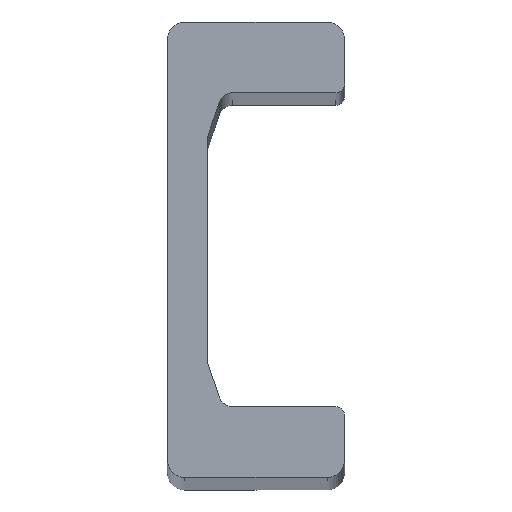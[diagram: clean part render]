
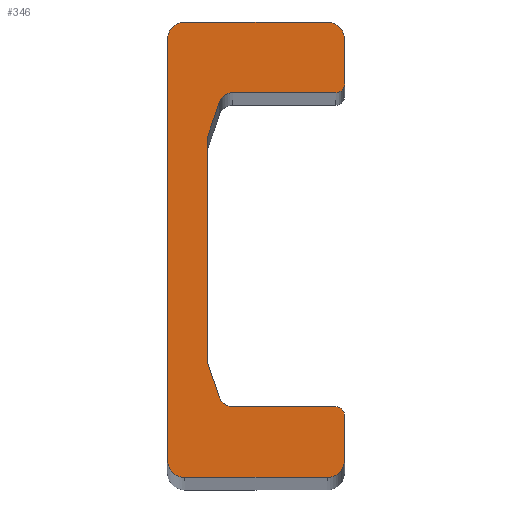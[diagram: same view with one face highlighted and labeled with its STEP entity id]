
A CAD part, top view. The second image highlights one B-rep face of the part: STEP entity #346.
In plain terms, the highlighted planar face has unit normal (0, 0, 1).
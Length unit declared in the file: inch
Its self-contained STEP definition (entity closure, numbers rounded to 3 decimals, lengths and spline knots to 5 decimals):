
#3 = LINE ( 'NONE', #713, #578 ) ;
#16 = VERTEX_POINT ( 'NONE', #789 ) ;
#27 = LINE ( 'NONE', #731, #729 ) ;
#29 = CARTESIAN_POINT ( 'NONE',  ( 1.70472, -2.25197, 0. ) ) ;
#33 = VECTOR ( 'NONE', #463, 39.37008 ) ;
#36 = LINE ( 'NONE', #315, #490 ) ;
#38 = LINE ( 'NONE', #605, #508 ) ;
#39 = EDGE_CURVE ( 'NONE', #190, #423, #3, .T. ) ;
#48 = DIRECTION ( 'NONE',  ( -1., 0., 0. ) ) ;
#51 = VERTEX_POINT ( 'NONE', #29 ) ;
#68 = ORIENTED_EDGE ( 'NONE', *, *, #484, .T. ) ;
#73 = ORIENTED_EDGE ( 'NONE', *, *, #401, .T. ) ;
#79 = DIRECTION ( 'NONE',  ( 0., 1., 0. ) ) ;
#80 = CIRCLE ( 'NONE', #535, 0.11811 ) ;
#85 = EDGE_CURVE ( 'NONE', #659, #507, #166, .T. ) ;
#86 = CARTESIAN_POINT ( 'NONE',  ( -0.00156, 1.99926, 0. ) ) ;
#92 = ORIENTED_EDGE ( 'NONE', *, *, #469, .T. ) ;
#96 = DIRECTION ( 'NONE',  ( 0., 0., 1. ) ) ;
#102 = CARTESIAN_POINT ( 'NONE',  ( 1.58661, -2.13386, 0. ) ) ;
#107 = EDGE_CURVE ( 'NONE', #423, #353, #291, .T. ) ;
#108 = DIRECTION ( 'NONE',  ( 0., 0., 1. ) ) ;
#109 = DIRECTION ( 'NONE',  ( -1., 0., 0. ) ) ;
#110 = LINE ( 'NONE', #625, #457 ) ;
#112 = CIRCLE ( 'NONE', #548, 0.23622 ) ;
#118 = ORIENTED_EDGE ( 'NONE', *, *, #385, .T. ) ;
#120 = CARTESIAN_POINT ( 'NONE',  ( -0.70472, -2.85827, 0. ) ) ;
#122 = ORIENTED_EDGE ( 'NONE', *, *, #39, .T. ) ;
#154 = VERTEX_POINT ( 'NONE', #381 ) ;
#166 = CIRCLE ( 'NONE', #735, 0.23622 ) ;
#168 = CARTESIAN_POINT ( 'NONE',  ( -0.15354, 1.54331, 0. ) ) ;
#173 = CIRCLE ( 'NONE', #769, 0.19685 ) ;
#180 = LINE ( 'NONE', #676, #568 ) ;
#183 = DIRECTION ( 'NONE',  ( 1., 0., 0. ) ) ;
#184 = CARTESIAN_POINT ( 'NONE',  ( 1.70472, -2.85827, 0. ) ) ;
#189 = EDGE_CURVE ( 'NONE', #776, #701, #27, .T. ) ;
#190 = VERTEX_POINT ( 'NONE', #378 ) ;
#197 = CARTESIAN_POINT ( 'NONE',  ( 0.18519, -1.93701, 0. ) ) ;
#213 = ORIENTED_EDGE ( 'NONE', *, *, #790, .T. ) ;
#217 = EDGE_CURVE ( 'NONE', #653, #408, #112, .T. ) ;
#235 = CARTESIAN_POINT ( 'NONE',  ( 1.4685, -2.85827, 0. ) ) ;
#245 = CARTESIAN_POINT ( 'NONE',  ( 1.4685, 3.09449, 0. ) ) ;
#248 = PLANE ( 'NONE',  #339 ) ;
#251 = DIRECTION ( 'NONE',  ( 0., 1., 0. ) ) ;
#255 = CARTESIAN_POINT ( 'NONE',  ( 1.70472, -2.85827, 0. ) ) ;
#256 = CARTESIAN_POINT ( 'NONE',  ( 1.58661, -2.25197, 0. ) ) ;
#264 = LINE ( 'NONE', #559, #464 ) ;
#268 = EDGE_CURVE ( 'NONE', #330, #881, #38, .T. ) ;
#271 = DIRECTION ( 'NONE',  ( 1., 0., 0. ) ) ;
#291 = CIRCLE ( 'NONE', #329, 0.23622 ) ;
#297 = CIRCLE ( 'NONE', #434, 0.11811 ) ;
#299 = AXIS2_PLACEMENT_3D ( 'NONE', #197, #765, #48 ) ;
#314 = DIRECTION ( 'NONE',  ( 0., 0., 1. ) ) ;
#315 = CARTESIAN_POINT ( 'NONE',  ( 1.58661, -2.13386, 0. ) ) ;
#316 = DIRECTION ( 'NONE',  ( 0., 0., 1. ) ) ;
#317 = EDGE_CURVE ( 'NONE', #16, #726, #624, .T. ) ;
#319 = DIRECTION ( 'NONE',  ( -1., 0., 0. ) ) ;
#329 = AXIS2_PLACEMENT_3D ( 'NONE', #460, #314, #804 ) ;
#330 = VERTEX_POINT ( 'NONE', #168 ) ;
#331 = DIRECTION ( 'NONE',  ( -1., 0., 0. ) ) ;
#339 = AXIS2_PLACEMENT_3D ( 'NONE', #528, #538, #388 ) ;
#341 = VERTEX_POINT ( 'NONE', #102 ) ;
#346 = ADVANCED_FACE ( 'NONE', ( #747 ), #248, .T. ) ;
#349 = DIRECTION ( 'NONE',  ( 1., 0., 0. ) ) ;
#353 = VERTEX_POINT ( 'NONE', #245 ) ;
#355 = CARTESIAN_POINT ( 'NONE',  ( -0.70472, 2.85827, 0. ) ) ;
#364 = ORIENTED_EDGE ( 'NONE', *, *, #85, .T. ) ;
#365 = CARTESIAN_POINT ( 'NONE',  ( 1.58661, 2.13386, 0. ) ) ;
#372 = VERTEX_POINT ( 'NONE', #673 ) ;
#376 = ORIENTED_EDGE ( 'NONE', *, *, #189, .T. ) ;
#378 = CARTESIAN_POINT ( 'NONE',  ( 1.70472, 2.25197, 0. ) ) ;
#381 = CARTESIAN_POINT ( 'NONE',  ( 0.18519, -2.13386, 0. ) ) ;
#385 = EDGE_CURVE ( 'NONE', #341, #154, #36, .T. ) ;
#387 = CARTESIAN_POINT ( 'NONE',  ( 1.58661, 2.13386, 0. ) ) ;
#388 = DIRECTION ( 'NONE',  ( 1., 0., 0. ) ) ;
#398 = DIRECTION ( 'NONE',  ( 1., 0., 0. ) ) ;
#401 = EDGE_CURVE ( 'NONE', #701, #330, #180, .T. ) ;
#403 = VERTEX_POINT ( 'NONE', #387 ) ;
#408 = VERTEX_POINT ( 'NONE', #540 ) ;
#411 = DIRECTION ( 'NONE',  ( 0., 0., -1. ) ) ;
#423 = VERTEX_POINT ( 'NONE', #695 ) ;
#424 = ORIENTED_EDGE ( 'NONE', *, *, #268, .T. ) ;
#429 = ORIENTED_EDGE ( 'NONE', *, *, #107, .T. ) ;
#430 = DIRECTION ( 'NONE',  ( 0., -1., 0. ) ) ;
#434 = AXIS2_PLACEMENT_3D ( 'NONE', #256, #550, #398 ) ;
#441 = EDGE_LOOP ( 'NONE', ( #424, #862, #504, #68, #122, #429, #763, #648, #213, #558, #92, #364, #797, #639, #118, #581, #376, #73 ) ) ;
#448 = DIRECTION ( 'NONE',  ( -0.316, 0.949, 0. ) ) ;
#450 = CARTESIAN_POINT ( 'NONE',  ( -0.4685, 2.85827, 0. ) ) ;
#457 = VECTOR ( 'NONE', #183, 39.37008 ) ;
#460 = CARTESIAN_POINT ( 'NONE',  ( 1.4685, 2.85827, 0. ) ) ;
#463 = DIRECTION ( 'NONE',  ( 0., 1., 0. ) ) ;
#464 = VECTOR ( 'NONE', #331, 39.37008 ) ;
#469 = EDGE_CURVE ( 'NONE', #408, #659, #110, .T. ) ;
#480 = CARTESIAN_POINT ( 'NONE',  ( -0.70472, 2.85827, 0. ) ) ;
#484 = EDGE_CURVE ( 'NONE', #403, #190, #80, .T. ) ;
#490 = VECTOR ( 'NONE', #319, 39.37008 ) ;
#504 = ORIENTED_EDGE ( 'NONE', *, *, #912, .T. ) ;
#507 = VERTEX_POINT ( 'NONE', #255 ) ;
#508 = VECTOR ( 'NONE', #602, 39.37008 ) ;
#528 = CARTESIAN_POINT ( 'NONE',  ( 0.18519, 1.93701, 0. ) ) ;
#533 = EDGE_CURVE ( 'NONE', #353, #16, #264, .T. ) ;
#535 = AXIS2_PLACEMENT_3D ( 'NONE', #764, #897, #902 ) ;
#538 = DIRECTION ( 'NONE',  ( 0., 0., 1. ) ) ;
#540 = CARTESIAN_POINT ( 'NONE',  ( -0.4685, -3.09449, 0. ) ) ;
#548 = AXIS2_PLACEMENT_3D ( 'NONE', #668, #96, #886 ) ;
#550 = DIRECTION ( 'NONE',  ( 0., 0., 1. ) ) ;
#558 = ORIENTED_EDGE ( 'NONE', *, *, #217, .T. ) ;
#559 = CARTESIAN_POINT ( 'NONE',  ( 1.4685, 3.09449, 0. ) ) ;
#568 = VECTOR ( 'NONE', #251, 39.37008 ) ;
#578 = VECTOR ( 'NONE', #79, 39.37008 ) ;
#581 = ORIENTED_EDGE ( 'NONE', *, *, #728, .T. ) ;
#602 = DIRECTION ( 'NONE',  ( 0.316, 0.949, 0. ) ) ;
#605 = CARTESIAN_POINT ( 'NONE',  ( -0.15354, 1.54331, 0. ) ) ;
#610 = LINE ( 'NONE', #184, #33 ) ;
#624 = CIRCLE ( 'NONE', #880, 0.23622 ) ;
#625 = CARTESIAN_POINT ( 'NONE',  ( 1.4685, -3.09449, 0. ) ) ;
#630 = CARTESIAN_POINT ( 'NONE',  ( -0.15354, -1.54331, 0. ) ) ;
#633 = EDGE_CURVE ( 'NONE', #507, #51, #610, .T. ) ;
#639 = ORIENTED_EDGE ( 'NONE', *, *, #746, .T. ) ;
#648 = ORIENTED_EDGE ( 'NONE', *, *, #317, .T. ) ;
#652 = EDGE_CURVE ( 'NONE', #881, #372, #173, .T. ) ;
#653 = VERTEX_POINT ( 'NONE', #120 ) ;
#659 = VERTEX_POINT ( 'NONE', #696 ) ;
#668 = CARTESIAN_POINT ( 'NONE',  ( -0.4685, -2.85827, 0. ) ) ;
#673 = CARTESIAN_POINT ( 'NONE',  ( 0.18519, 2.13386, 0. ) ) ;
#676 = CARTESIAN_POINT ( 'NONE',  ( -0.15354, 1.54331, 0. ) ) ;
#693 = CIRCLE ( 'NONE', #299, 0.19685 ) ;
#695 = CARTESIAN_POINT ( 'NONE',  ( 1.70472, 2.85827, 0. ) ) ;
#696 = CARTESIAN_POINT ( 'NONE',  ( 1.4685, -3.09449, 0. ) ) ;
#701 = VERTEX_POINT ( 'NONE', #630 ) ;
#713 = CARTESIAN_POINT ( 'NONE',  ( 1.70472, 2.85827, 0. ) ) ;
#721 = LINE ( 'NONE', #365, #882 ) ;
#726 = VERTEX_POINT ( 'NONE', #480 ) ;
#728 = EDGE_CURVE ( 'NONE', #154, #776, #693, .T. ) ;
#729 = VECTOR ( 'NONE', #448, 39.37008 ) ;
#731 = CARTESIAN_POINT ( 'NONE',  ( -0.15354, -1.54331, 0. ) ) ;
#735 = AXIS2_PLACEMENT_3D ( 'NONE', #235, #316, #808 ) ;
#746 = EDGE_CURVE ( 'NONE', #51, #341, #297, .T. ) ;
#747 = FACE_OUTER_BOUND ( 'NONE', #441, .T. ) ;
#760 = CARTESIAN_POINT ( 'NONE',  ( 0.18519, 1.93701, 0. ) ) ;
#763 = ORIENTED_EDGE ( 'NONE', *, *, #533, .T. ) ;
#764 = CARTESIAN_POINT ( 'NONE',  ( 1.58661, 2.25197, 0. ) ) ;
#765 = DIRECTION ( 'NONE',  ( 0., 0., -1. ) ) ;
#769 = AXIS2_PLACEMENT_3D ( 'NONE', #760, #411, #271 ) ;
#776 = VERTEX_POINT ( 'NONE', #833 ) ;
#789 = CARTESIAN_POINT ( 'NONE',  ( -0.4685, 3.09449, 0. ) ) ;
#790 = EDGE_CURVE ( 'NONE', #726, #653, #863, .T. ) ;
#797 = ORIENTED_EDGE ( 'NONE', *, *, #633, .T. ) ;
#804 = DIRECTION ( 'NONE',  ( 1., 0., 0. ) ) ;
#808 = DIRECTION ( 'NONE',  ( -1., 0., 0. ) ) ;
#818 = VECTOR ( 'NONE', #430, 39.37008 ) ;
#833 = CARTESIAN_POINT ( 'NONE',  ( -0.00156, -1.99926, 0. ) ) ;
#862 = ORIENTED_EDGE ( 'NONE', *, *, #652, .T. ) ;
#863 = LINE ( 'NONE', #355, #818 ) ;
#880 = AXIS2_PLACEMENT_3D ( 'NONE', #450, #108, #109 ) ;
#881 = VERTEX_POINT ( 'NONE', #86 ) ;
#882 = VECTOR ( 'NONE', #349, 39.37008 ) ;
#886 = DIRECTION ( 'NONE',  ( 1., 0., 0. ) ) ;
#897 = DIRECTION ( 'NONE',  ( 0., 0., 1. ) ) ;
#902 = DIRECTION ( 'NONE',  ( -1., 0., 0. ) ) ;
#912 = EDGE_CURVE ( 'NONE', #372, #403, #721, .T. ) ;
